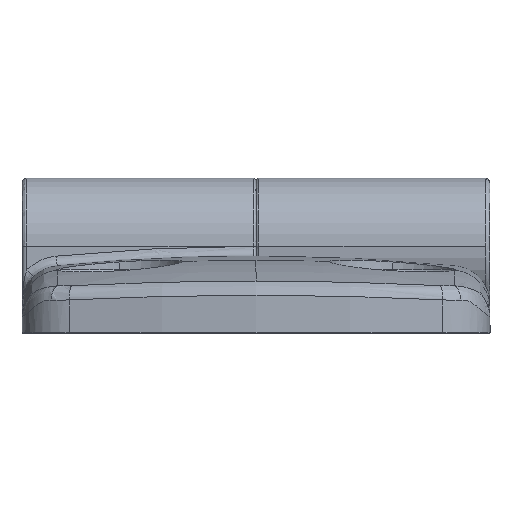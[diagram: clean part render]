
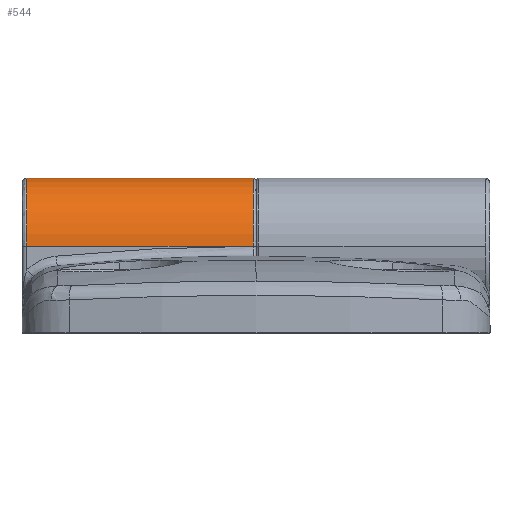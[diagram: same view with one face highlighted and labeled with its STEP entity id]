
A CAD part, top view. The second image highlights one B-rep face of the part: STEP entity #544.
In plain terms, the highlighted cylindrical face has radius 7 mm (diameter 14 mm), a partial arc.
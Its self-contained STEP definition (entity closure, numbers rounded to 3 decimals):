
#227 = VERTEX_POINT ( 'NONE', #4101 ) ;
#544 = ADVANCED_FACE ( 'NONE', ( #4044 ), #6135, .T. ) ;
#559 = EDGE_CURVE ( 'NONE', #3858, #1848, #562, .T. ) ;
#562 = CIRCLE ( 'NONE', #4679, 7. ) ;
#787 = ORIENTED_EDGE ( 'NONE', *, *, #559, .F. ) ;
#877 = LINE ( 'NONE', #1160, #1589 ) ;
#947 = CARTESIAN_POINT ( 'NONE',  ( -34.13, 18.441, 17.285 ) ) ;
#959 = CARTESIAN_POINT ( 'NONE',  ( -34.13, 11.441, 24.285 ) ) ;
#1144 = DIRECTION ( 'NONE',  ( 1., 0., 0. ) ) ;
#1156 = CARTESIAN_POINT ( 'NONE',  ( -57.83, 11.441, 17.285 ) ) ;
#1160 = CARTESIAN_POINT ( 'NONE',  ( -57.83, 11.441, 24.285 ) ) ;
#1174 = DIRECTION ( 'NONE',  ( 1., 0., 0. ) ) ;
#1232 = EDGE_LOOP ( 'NONE', ( #1237, #3661, #3090, #787 ) ) ;
#1237 = ORIENTED_EDGE ( 'NONE', *, *, #2379, .F. ) ;
#1302 = DIRECTION ( 'NONE',  ( 0., 0., 1. ) ) ;
#1589 = VECTOR ( 'NONE', #6893, 1000. ) ;
#1848 = VERTEX_POINT ( 'NONE', #959 ) ;
#2379 = EDGE_CURVE ( 'NONE', #3010, #3858, #3750, .T. ) ;
#2981 = EDGE_CURVE ( 'NONE', #227, #1848, #877, .T. ) ;
#3010 = VERTEX_POINT ( 'NONE', #5787 ) ;
#3090 = ORIENTED_EDGE ( 'NONE', *, *, #2981, .T. ) ;
#3661 = ORIENTED_EDGE ( 'NONE', *, *, #5030, .T. ) ;
#3719 = CARTESIAN_POINT ( 'NONE',  ( -57.33, 11.441, 17.285 ) ) ;
#3750 = LINE ( 'NONE', #4062, #5416 ) ;
#3858 = VERTEX_POINT ( 'NONE', #947 ) ;
#4044 = FACE_OUTER_BOUND ( 'NONE', #1232, .T. ) ;
#4062 = CARTESIAN_POINT ( 'NONE',  ( -57.83, 18.441, 17.285 ) ) ;
#4101 = CARTESIAN_POINT ( 'NONE',  ( -57.33, 11.441, 24.285 ) ) ;
#4307 = AXIS2_PLACEMENT_3D ( 'NONE', #1156, #1174, #5295 ) ;
#4679 = AXIS2_PLACEMENT_3D ( 'NONE', #5222, #6966, #1302 ) ;
#5030 = EDGE_CURVE ( 'NONE', #3010, #227, #6415, .T. ) ;
#5222 = CARTESIAN_POINT ( 'NONE',  ( -34.13, 11.441, 17.285 ) ) ;
#5295 = DIRECTION ( 'NONE',  ( 0., 1., 0. ) ) ;
#5416 = VECTOR ( 'NONE', #1144, 1000. ) ;
#5429 = DIRECTION ( 'NONE',  ( 1., 0., 0. ) ) ;
#5691 = AXIS2_PLACEMENT_3D ( 'NONE', #3719, #5429, #7107 ) ;
#5787 = CARTESIAN_POINT ( 'NONE',  ( -57.33, 18.441, 17.285 ) ) ;
#6135 = CYLINDRICAL_SURFACE ( 'NONE', #4307, 7. ) ;
#6415 = CIRCLE ( 'NONE', #5691, 7. ) ;
#6893 = DIRECTION ( 'NONE',  ( 1., 0., 0. ) ) ;
#6966 = DIRECTION ( 'NONE',  ( 1., 0., 0. ) ) ;
#7107 = DIRECTION ( 'NONE',  ( 0., 1., 0. ) ) ;
